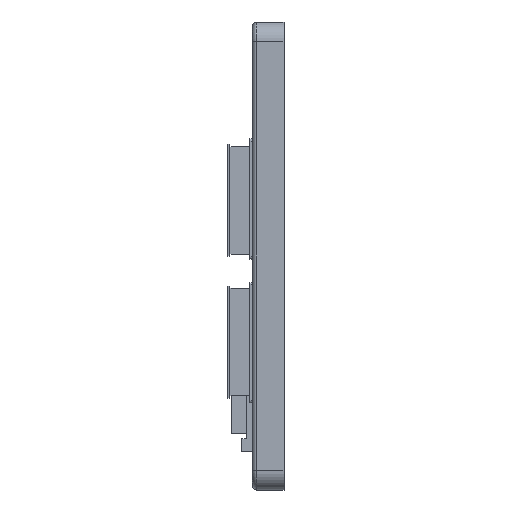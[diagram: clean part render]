
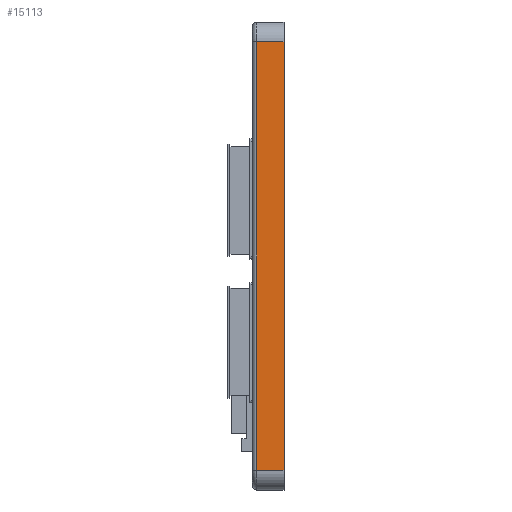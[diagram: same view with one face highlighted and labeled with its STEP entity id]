
A CAD part, left-side view. The second image highlights one B-rep face of the part: STEP entity #15113.
In plain terms, the highlighted planar face has unit normal (-1, 0, 0).
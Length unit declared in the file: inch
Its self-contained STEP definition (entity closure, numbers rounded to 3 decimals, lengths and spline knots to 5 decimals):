
#286 = CARTESIAN_POINT ( 'NONE',  ( -7.22, -0.001, -2.7 ) ) ;
#1057 = VERTEX_POINT ( 'NONE', #286 ) ;
#3071 = CARTESIAN_POINT ( 'NONE',  ( -7.22, 0.4, 2.7 ) ) ;
#3266 = CARTESIAN_POINT ( 'NONE',  ( -7.22, 0.34, 2.7 ) ) ;
#3300 = PLANE ( 'NONE',  #22912 ) ;
#3384 = DIRECTION ( 'NONE',  ( 1., 0., 0. ) ) ;
#4903 = ORIENTED_EDGE ( 'NONE', *, *, #14613, .T. ) ;
#5416 = VERTEX_POINT ( 'NONE', #9099 ) ;
#7879 = VERTEX_POINT ( 'NONE', #3266 ) ;
#8378 = CARTESIAN_POINT ( 'NONE',  ( -7.22, 0.4, -2.7 ) ) ;
#9017 = LINE ( 'NONE', #3071, #18534 ) ;
#9099 = CARTESIAN_POINT ( 'NONE',  ( -7.22, -0.001, 2.7 ) ) ;
#9169 = CARTESIAN_POINT ( 'NONE',  ( -7.22, -0.001, 2.7 ) ) ;
#9246 = EDGE_CURVE ( 'NONE', #1057, #5416, #9456, .T. ) ;
#9456 = LINE ( 'NONE', #9169, #18409 ) ;
#10265 = EDGE_LOOP ( 'NONE', ( #18075, #15932, #4903, #12930 ) ) ;
#10968 = DIRECTION ( 'NONE',  ( 0., 0., 1. ) ) ;
#10979 = CARTESIAN_POINT ( 'NONE',  ( -7.22, 0.34, -2.7 ) ) ;
#11720 = DIRECTION ( 'NONE',  ( 0., 0., -1. ) ) ;
#12568 = LINE ( 'NONE', #8378, #16192 ) ;
#12930 = ORIENTED_EDGE ( 'NONE', *, *, #9246, .T. ) ;
#13771 = DIRECTION ( 'NONE',  ( 0., -1., 0. ) ) ;
#13888 = VERTEX_POINT ( 'NONE', #17004 ) ;
#14068 = CARTESIAN_POINT ( 'NONE',  ( -7.22, 0.4, -2.95 ) ) ;
#14613 = EDGE_CURVE ( 'NONE', #13888, #1057, #12568, .T. ) ;
#15113 = ADVANCED_FACE ( 'NONE', ( #15293 ), #3300, .F. ) ;
#15210 = VECTOR ( 'NONE', #11720, 39.37008 ) ;
#15293 = FACE_OUTER_BOUND ( 'NONE', #10265, .T. ) ;
#15490 = DIRECTION ( 'NONE',  ( 0., 1., 0. ) ) ;
#15869 = DIRECTION ( 'NONE',  ( 0., 0., -1. ) ) ;
#15932 = ORIENTED_EDGE ( 'NONE', *, *, #15977, .T. ) ;
#15977 = EDGE_CURVE ( 'NONE', #7879, #13888, #19986, .T. ) ;
#16192 = VECTOR ( 'NONE', #13771, 39.37008 ) ;
#17004 = CARTESIAN_POINT ( 'NONE',  ( -7.22, 0.34, -2.7 ) ) ;
#18075 = ORIENTED_EDGE ( 'NONE', *, *, #20416, .T. ) ;
#18409 = VECTOR ( 'NONE', #10968, 39.37008 ) ;
#18534 = VECTOR ( 'NONE', #15490, 39.37008 ) ;
#19986 = LINE ( 'NONE', #10979, #15210 ) ;
#20416 = EDGE_CURVE ( 'NONE', #5416, #7879, #9017, .T. ) ;
#22912 = AXIS2_PLACEMENT_3D ( 'NONE', #14068, #3384, #15869 ) ;
